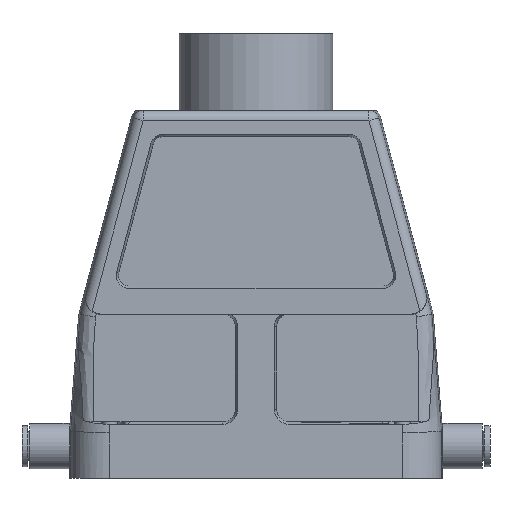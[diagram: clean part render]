
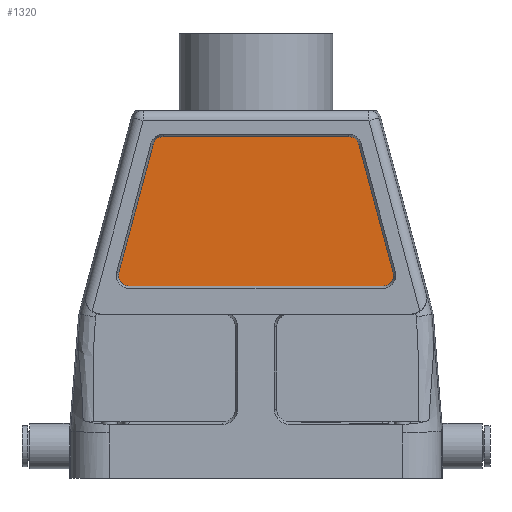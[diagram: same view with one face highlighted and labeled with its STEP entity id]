
A CAD part, front view. The second image highlights one B-rep face of the part: STEP entity #1320.
In plain terms, the highlighted planar face has unit normal (0, -1, 0).
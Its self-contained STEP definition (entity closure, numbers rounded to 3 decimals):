
#1028=PLANE('',#6336);
#1320=ADVANCED_FACE('',(#1681),#1028,.F.);
#1681=FACE_OUTER_BOUND('',#1951,.T.);
#1951=EDGE_LOOP('',(#2742,#2743,#2744,#2745,#2746,#2747,#2748,#2749));
#2306=CIRCLE('',#6332,2.045);
#2307=CIRCLE('',#6333,2.045);
#2308=CIRCLE('',#6334,2.045);
#2309=CIRCLE('',#6335,2.045);
#2742=ORIENTED_EDGE('',*,*,#4702,.T.);
#2743=ORIENTED_EDGE('',*,*,#4703,.T.);
#2744=ORIENTED_EDGE('',*,*,#4704,.F.);
#2745=ORIENTED_EDGE('',*,*,#4705,.F.);
#2746=ORIENTED_EDGE('',*,*,#4706,.F.);
#2747=ORIENTED_EDGE('',*,*,#4707,.T.);
#2748=ORIENTED_EDGE('',*,*,#4708,.T.);
#2749=ORIENTED_EDGE('',*,*,#4709,.T.);
#4171=VERTEX_POINT('',#8909);
#4172=VERTEX_POINT('',#8910);
#4173=VERTEX_POINT('',#8912);
#4174=VERTEX_POINT('',#8914);
#4175=VERTEX_POINT('',#8916);
#4176=VERTEX_POINT('',#8918);
#4177=VERTEX_POINT('',#8920);
#4178=VERTEX_POINT('',#8922);
#4702=EDGE_CURVE('',#4171,#4172,#5351,.T.);
#4703=EDGE_CURVE('',#4172,#4173,#2306,.T.);
#4704=EDGE_CURVE('',#4174,#4173,#5352,.T.);
#4705=EDGE_CURVE('',#4175,#4174,#2307,.T.);
#4706=EDGE_CURVE('',#4176,#4175,#5353,.T.);
#4707=EDGE_CURVE('',#4176,#4177,#2308,.T.);
#4708=EDGE_CURVE('',#4177,#4178,#5354,.T.);
#4709=EDGE_CURVE('',#4178,#4171,#2309,.T.);
#5351=LINE('',#8908,#5799);
#5352=LINE('',#8913,#5800);
#5353=LINE('',#8917,#5801);
#5354=LINE('',#8921,#5802);
#5799=VECTOR('',#7068,1.);
#5800=VECTOR('',#7071,1.);
#5801=VECTOR('',#7074,1.);
#5802=VECTOR('',#7077,1.);
#6332=AXIS2_PLACEMENT_3D('',#8911,#7069,#7070);
#6333=AXIS2_PLACEMENT_3D('',#8915,#7072,#7073);
#6334=AXIS2_PLACEMENT_3D('',#8919,#7075,#7076);
#6335=AXIS2_PLACEMENT_3D('',#8923,#7078,#7079);
#6336=AXIS2_PLACEMENT_3D('',#8924,#7080,#7081);
#7068=DIRECTION('',(-0.259,0.,0.966));
#7069=DIRECTION('',(0.,-1.,0.));
#7070=DIRECTION('',(0.,0.,1.));
#7071=DIRECTION('',(1.,0.,0.));
#7072=DIRECTION('',(0.,1.,0.));
#7073=DIRECTION('',(0.,0.,1.));
#7074=DIRECTION('',(0.259,0.,0.966));
#7075=DIRECTION('',(0.,-1.,0.));
#7076=DIRECTION('',(0.,0.,1.));
#7077=DIRECTION('',(1.,0.,0.));
#7078=DIRECTION('',(0.,-1.,0.));
#7079=DIRECTION('',(0.,0.,1.));
#7080=DIRECTION('',(0.,1.,0.));
#7081=DIRECTION('',(0.,0.,-1.));
#8908=CARTESIAN_POINT('',(26.701,-21.25,30.879));
#8909=CARTESIAN_POINT('',(26.701,-21.25,30.879));
#8910=CARTESIAN_POINT('',(20.002,-21.25,55.879));
#8911=CARTESIAN_POINT('',(18.027,-21.25,55.35));
#8912=CARTESIAN_POINT('',(18.027,-21.25,57.395));
#8913=CARTESIAN_POINT('',(18.027,-21.25,57.395));
#8914=CARTESIAN_POINT('',(-18.027,-21.25,57.395));
#8915=CARTESIAN_POINT('',(-18.027,-21.25,55.35));
#8916=CARTESIAN_POINT('',(-20.002,-21.25,55.879));
#8917=CARTESIAN_POINT('',(-17.587,-21.25,64.893));
#8918=CARTESIAN_POINT('',(-26.701,-21.25,30.879));
#8919=CARTESIAN_POINT('',(-24.726,-21.25,30.35));
#8920=CARTESIAN_POINT('',(-24.726,-21.25,28.305));
#8921=CARTESIAN_POINT('',(27.141,-21.25,28.305));
#8922=CARTESIAN_POINT('',(24.726,-21.25,28.305));
#8923=CARTESIAN_POINT('',(24.726,-21.25,30.35));
#8924=CARTESIAN_POINT('',(18.027,-21.25,55.35));
